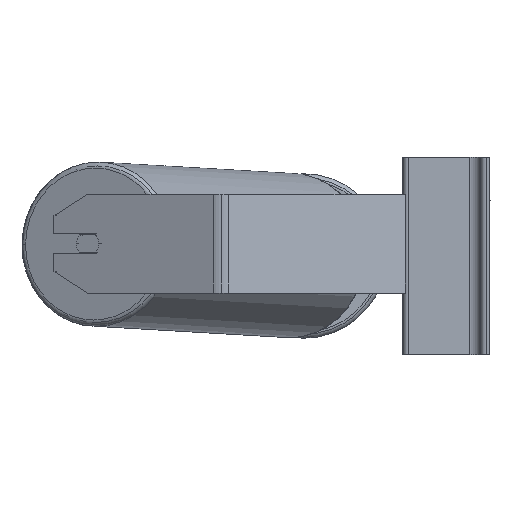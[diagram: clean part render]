
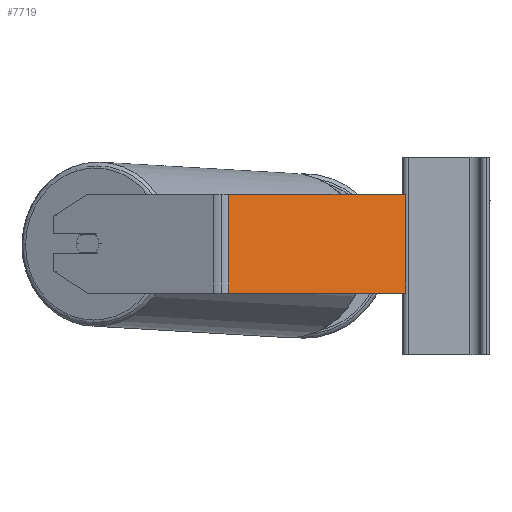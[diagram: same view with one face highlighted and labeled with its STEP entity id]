
A CAD part, left-side view. The second image highlights one B-rep face of the part: STEP entity #7719.
In plain terms, the highlighted planar face has unit normal (-0.94, -0.342, 0).
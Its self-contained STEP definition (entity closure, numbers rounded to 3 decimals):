
#53 = VERTEX_POINT ( 'NONE', #1143 ) ;
#75 = CARTESIAN_POINT ( 'NONE',  ( -639.565, 158.947, 50. ) ) ;
#966 = EDGE_CURVE ( 'NONE', #6747, #5644, #1366, .T. ) ;
#1143 = CARTESIAN_POINT ( 'NONE',  ( -587.518, 15.948, -30. ) ) ;
#1273 = ORIENTED_EDGE ( 'NONE', *, *, #8473, .F. ) ;
#1298 = DIRECTION ( 'NONE',  ( 0.94, 0.342, 0. ) ) ;
#1366 = LINE ( 'NONE', #7396, #10211 ) ;
#1581 = LINE ( 'NONE', #8247, #5381 ) ;
#2628 = VECTOR ( 'NONE', #9750, 1000. ) ;
#2779 = ORIENTED_EDGE ( 'NONE', *, *, #5821, .T. ) ;
#2978 = CARTESIAN_POINT ( 'NONE',  ( -641.832, 165.175, 50. ) ) ;
#3517 = CARTESIAN_POINT ( 'NONE',  ( -639.565, 158.947, -30. ) ) ;
#3606 = CARTESIAN_POINT ( 'NONE',  ( -639.565, 158.947, 50. ) ) ;
#3686 = DIRECTION ( 'NONE',  ( -0.342, 0.94, 0. ) ) ;
#4288 = DIRECTION ( 'NONE',  ( 0., 0., -1. ) ) ;
#4289 = VECTOR ( 'NONE', #4288, 1000. ) ;
#4458 = VERTEX_POINT ( 'NONE', #3517 ) ;
#5375 = AXIS2_PLACEMENT_3D ( 'NONE', #2978, #1298, #3686 ) ;
#5381 = VECTOR ( 'NONE', #6643, 1000. ) ;
#5644 = VERTEX_POINT ( 'NONE', #7080 ) ;
#5821 = EDGE_CURVE ( 'NONE', #6747, #4458, #6639, .T. ) ;
#6639 = LINE ( 'NONE', #75, #4289 ) ;
#6643 = DIRECTION ( 'NONE',  ( 0.342, -0.94, 0. ) ) ;
#6747 = VERTEX_POINT ( 'NONE', #3606 ) ;
#7013 = FACE_OUTER_BOUND ( 'NONE', #9861, .T. ) ;
#7080 = CARTESIAN_POINT ( 'NONE',  ( -587.518, 15.948, 50. ) ) ;
#7337 = LINE ( 'NONE', #10622, #2628 ) ;
#7396 = CARTESIAN_POINT ( 'NONE',  ( -641.832, 165.175, 50. ) ) ;
#7501 = ORIENTED_EDGE ( 'NONE', *, *, #8098, .T. ) ;
#7719 = ADVANCED_FACE ( 'NONE', ( #7013 ), #7919, .F. ) ;
#7919 = PLANE ( 'NONE',  #5375 ) ;
#8098 = EDGE_CURVE ( 'NONE', #4458, #53, #1581, .T. ) ;
#8247 = CARTESIAN_POINT ( 'NONE',  ( -641.832, 165.175, -30. ) ) ;
#8473 = EDGE_CURVE ( 'NONE', #5644, #53, #7337, .T. ) ;
#9310 = DIRECTION ( 'NONE',  ( 0.342, -0.94, 0. ) ) ;
#9750 = DIRECTION ( 'NONE',  ( 0., 0., -1. ) ) ;
#9840 = ORIENTED_EDGE ( 'NONE', *, *, #966, .F. ) ;
#9861 = EDGE_LOOP ( 'NONE', ( #7501, #1273, #9840, #2779 ) ) ;
#10211 = VECTOR ( 'NONE', #9310, 1000. ) ;
#10622 = CARTESIAN_POINT ( 'NONE',  ( -587.518, 15.948, 50. ) ) ;
